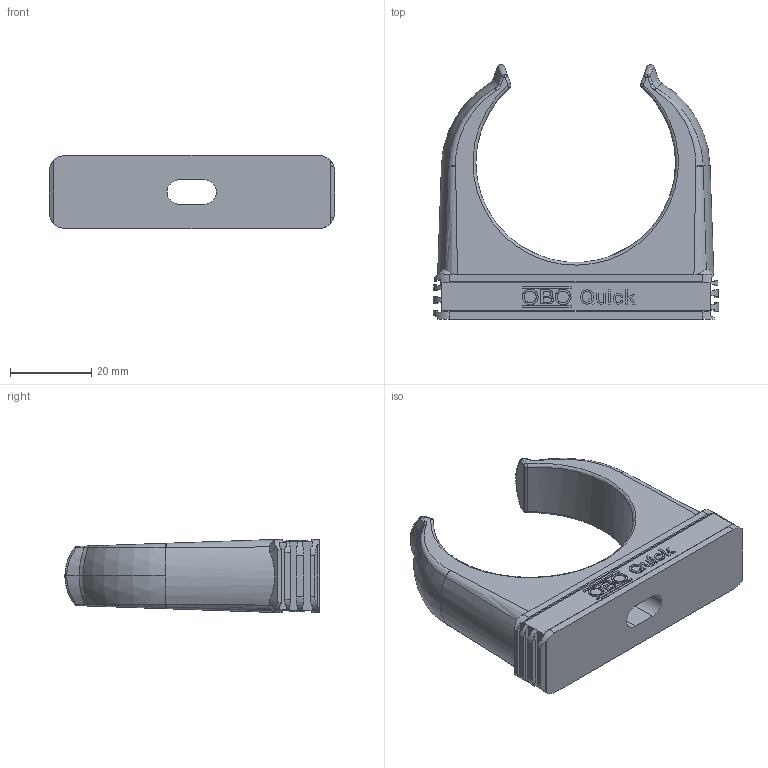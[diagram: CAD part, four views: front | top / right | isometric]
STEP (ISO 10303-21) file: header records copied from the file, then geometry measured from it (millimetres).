
FILE_DESCRIPTION((''),'2;1');
FILE_NAME('2149034','2012-08-08T',('AndreasKeweloh'),(''),'PRO/ENGINEER BY PARAMETRIC TECHNOLOGY CORPORATION, 2012130','PRO/ENGINEER BY PARAMETRIC TECHNOLOGY CORPORATION, 2012130','');
FILE_SCHEMA(('CONFIG_CONTROL_DESIGN'));
Length unit declared in the file: millimetre
Products named in the file (1): 2149034
Bounding box: 70.31 x 62.75 x 18 mm (x, y, z)
Volume: 30516.9 mm3; surface area: 10004.8 mm2
Topology: 1 solids, 1 shells, 549 faces, 1514 edges, 988 vertices
Faces by surface type: plane 412, cylinder 71, bspline 50, extrusion 16
Entity records: 21001 total; most frequent: CARTESIAN_POINT 7516, ORIENTED_EDGE 3028, DIRECTION 2368, EDGE_CURVE 1514, VECTOR 1178, LINE 1162, VERTEX_POINT 988, AXIS2_PLACEMENT_3D 595
